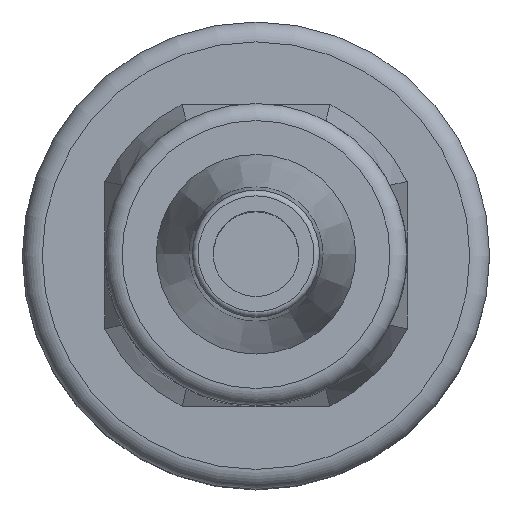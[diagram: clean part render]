
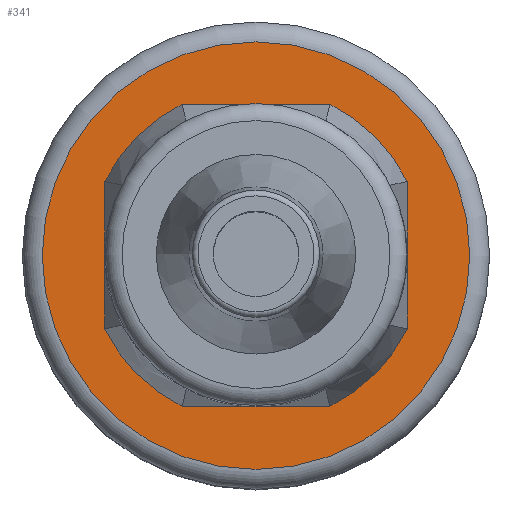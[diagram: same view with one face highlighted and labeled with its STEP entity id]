
A CAD part, top view. The second image highlights one B-rep face of the part: STEP entity #341.
In plain terms, the highlighted planar face has unit normal (0, 0, 1).
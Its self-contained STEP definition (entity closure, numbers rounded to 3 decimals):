
#267=PLANE('',#1410);
#341=ADVANCED_FACE('',(#456,#457),#267,.F.);
#456=FACE_BOUND('',#554,.T.);
#457=FACE_BOUND('',#555,.T.);
#554=EDGE_LOOP('',(#701));
#555=EDGE_LOOP('',(#702));
#701=ORIENTED_EDGE('',*,*,#1160,.T.);
#702=ORIENTED_EDGE('',*,*,#1161,.F.);
#1036=VERTEX_POINT('',#2032);
#1037=VERTEX_POINT('',#2035);
#1160=EDGE_CURVE('',#1036,#1036,#1328,.T.);
#1161=EDGE_CURVE('',#1037,#1037,#1329,.T.);
#1328=CIRCLE('',#1407,2.65);
#1329=CIRCLE('',#1409,3.75);
#1407=AXIS2_PLACEMENT_3D('',#2031,#1598,#1599);
#1409=AXIS2_PLACEMENT_3D('',#2034,#1602,#1603);
#1410=AXIS2_PLACEMENT_3D('',#2036,#1604,#1605);
#1598=DIRECTION('',(0.,0.,-1.));
#1599=DIRECTION('',(-1.,0.,0.));
#1602=DIRECTION('',(0.,0.,-1.));
#1603=DIRECTION('',(-1.,0.,0.));
#1604=DIRECTION('',(0.,0.,-1.));
#1605=DIRECTION('',(1.,0.,0.));
#2031=CARTESIAN_POINT('',(0.831,9.888,-0.198));
#2032=CARTESIAN_POINT('',(-1.819,9.888,-0.198));
#2034=CARTESIAN_POINT('',(0.831,9.888,-0.198));
#2035=CARTESIAN_POINT('',(-2.919,9.888,-0.198));
#2036=CARTESIAN_POINT('',(-1.768,9.888,-0.198));
